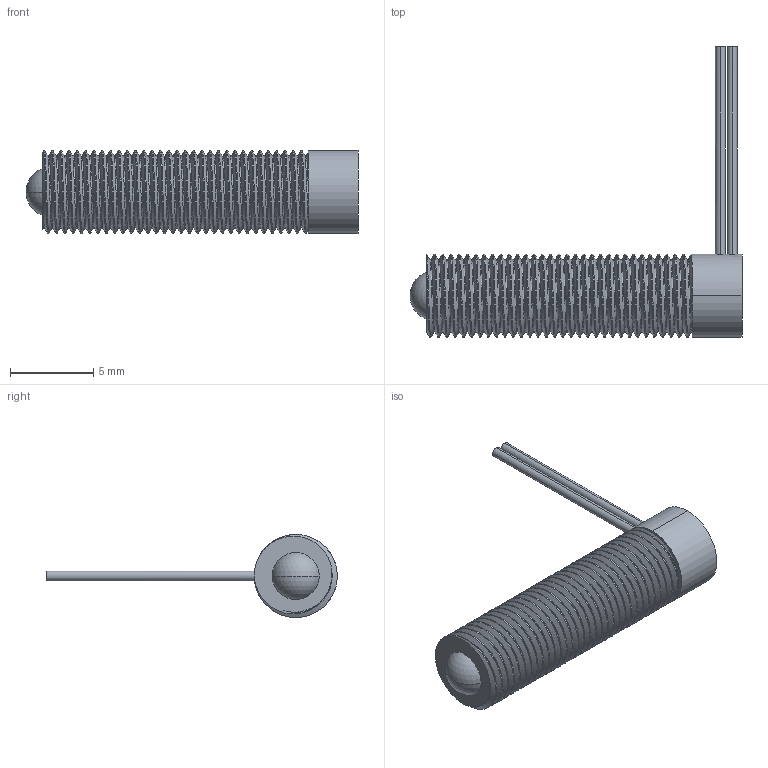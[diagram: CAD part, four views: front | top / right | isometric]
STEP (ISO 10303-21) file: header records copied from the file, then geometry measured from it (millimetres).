
FILE_DESCRIPTION (( 'STEP AP203' ), '1' );
FILE_NAME ('GN-BP5MA-R.STEP', '2020-10-13T01:36:57', ( '' ), ( '' ), 'SwSTEP 2.0', 'SolidWorks 2020', '' );
FILE_SCHEMA (( 'CONFIG_CONTROL_DESIGN' ));
Length unit declared in the file: millimetre
Products named in the file (1): GN-BP5MA-R
Bounding box: 20 x 17.5 x 5 mm (x, y, z)
Volume: 343.6 mm3; surface area: 558.5 mm2
Topology: 1 solids, 1 shells, 80 faces, 226 edges, 151 vertices
Faces by surface type: cylinder 70, plane 5, bspline 3, sphere 2
Entity records: 8010 total; most frequent: CARTESIAN_POINT 6267, ORIENTED_EDGE 452, DIRECTION 254, EDGE_CURVE 226, VERTEX_POINT 151, AXIS2_PLACEMENT_3D 92, EDGE_LOOP 83, ADVANCED_FACE 80
